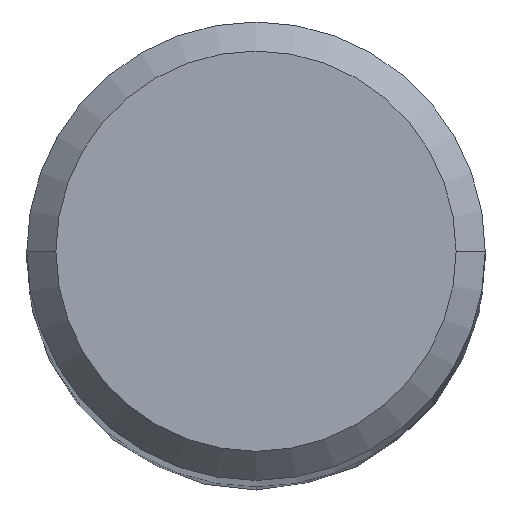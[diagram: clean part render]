
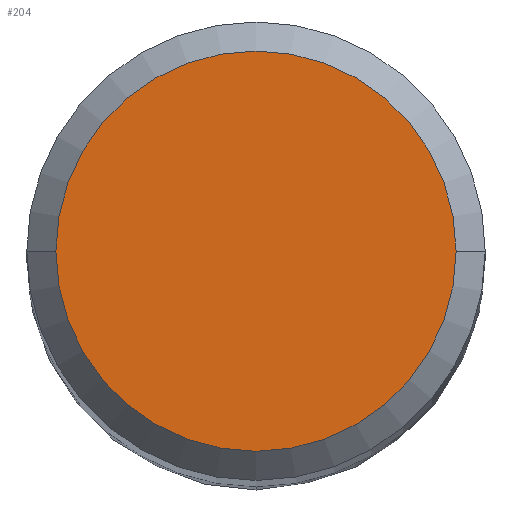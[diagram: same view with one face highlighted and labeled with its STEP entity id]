
A CAD part, top view. The second image highlights one B-rep face of the part: STEP entity #204.
In plain terms, the highlighted planar face has unit normal (0, 0, 1).
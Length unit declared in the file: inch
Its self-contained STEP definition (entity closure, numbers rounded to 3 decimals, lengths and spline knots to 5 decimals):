
#11 = DIRECTION ( 'NONE',  ( 1., 0., 0. ) ) ;
#20 = VERTEX_POINT ( 'NONE', #272 ) ;
#22 = DIRECTION ( 'NONE',  ( 1., 0., 0. ) ) ;
#24 = DIRECTION ( 'NONE',  ( 0., 0., 1. ) ) ;
#29 = EDGE_CURVE ( 'NONE', #139, #20, #59, .T. ) ;
#38 = CIRCLE ( 'NONE', #218, 0.10311 ) ;
#59 = CIRCLE ( 'NONE', #228, 0.10311 ) ;
#71 = DIRECTION ( 'NONE',  ( 0., 0., 1. ) ) ;
#72 = DIRECTION ( 'NONE',  ( 1., 0., 0. ) ) ;
#87 = EDGE_CURVE ( 'NONE', #20, #139, #38, .T. ) ;
#139 = VERTEX_POINT ( 'NONE', #303 ) ;
#146 = ORIENTED_EDGE ( 'NONE', *, *, #29, .T. ) ;
#151 = DIRECTION ( 'NONE',  ( 0., 0., 1. ) ) ;
#162 = FACE_OUTER_BOUND ( 'NONE', #311, .T. ) ;
#180 = PLANE ( 'NONE',  #223 ) ;
#204 = ADVANCED_FACE ( 'NONE', ( #162 ), #180, .T. ) ;
#218 = AXIS2_PLACEMENT_3D ( 'NONE', #309, #71, #72 ) ;
#223 = AXIS2_PLACEMENT_3D ( 'NONE', #232, #24, #22 ) ;
#228 = AXIS2_PLACEMENT_3D ( 'NONE', #301, #151, #11 ) ;
#232 = CARTESIAN_POINT ( 'NONE',  ( 0., 0., 2.95276 ) ) ;
#272 = CARTESIAN_POINT ( 'NONE',  ( -0.10311, 0., 2.95276 ) ) ;
#301 = CARTESIAN_POINT ( 'NONE',  ( 0., 0., 2.95276 ) ) ;
#303 = CARTESIAN_POINT ( 'NONE',  ( 0.10311, 0., 2.95276 ) ) ;
#309 = CARTESIAN_POINT ( 'NONE',  ( 0., 0., 2.95276 ) ) ;
#311 = EDGE_LOOP ( 'NONE', ( #323, #146 ) ) ;
#323 = ORIENTED_EDGE ( 'NONE', *, *, #87, .T. ) ;
